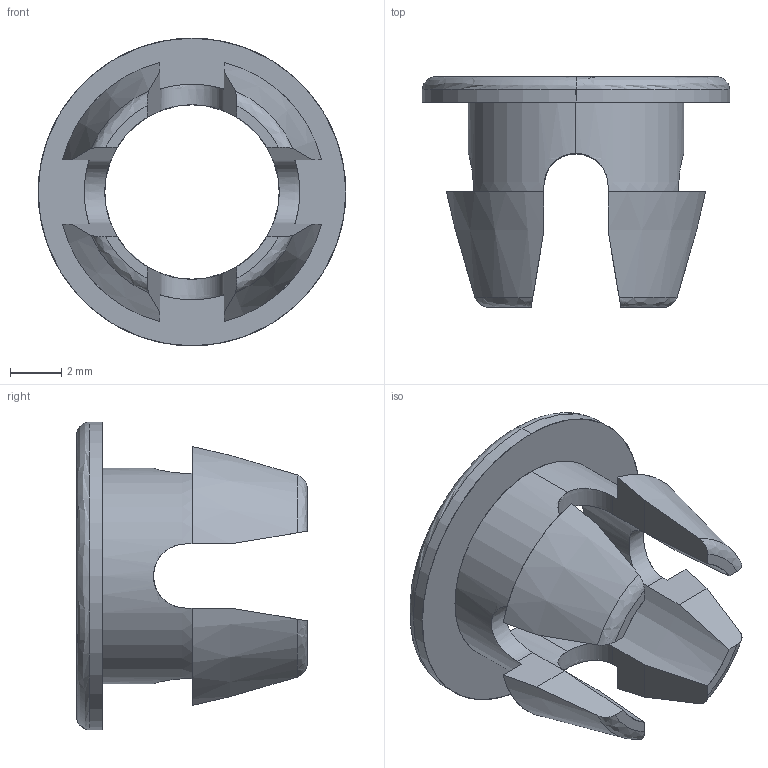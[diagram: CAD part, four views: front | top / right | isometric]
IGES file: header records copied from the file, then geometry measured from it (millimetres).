
Start section: SolidWorks IGES file using analytic representation for surfaces
Global section: file name: AC-25-RG-3.IGS; native system: SolidWorks 2007; preprocessor: SolidWorks 2007; author: 3sw; date: 081020.102420; units: millimetre
Bounding box: 12 x 9 x 12 mm (x, y, z)
Surface area: 537.9 mm2 (no closed solid volume)
Topology: 0 solids, 0 shells, 48 faces, 700 edges, 700 vertices
Faces by surface type: bspline 32, revolution 16
